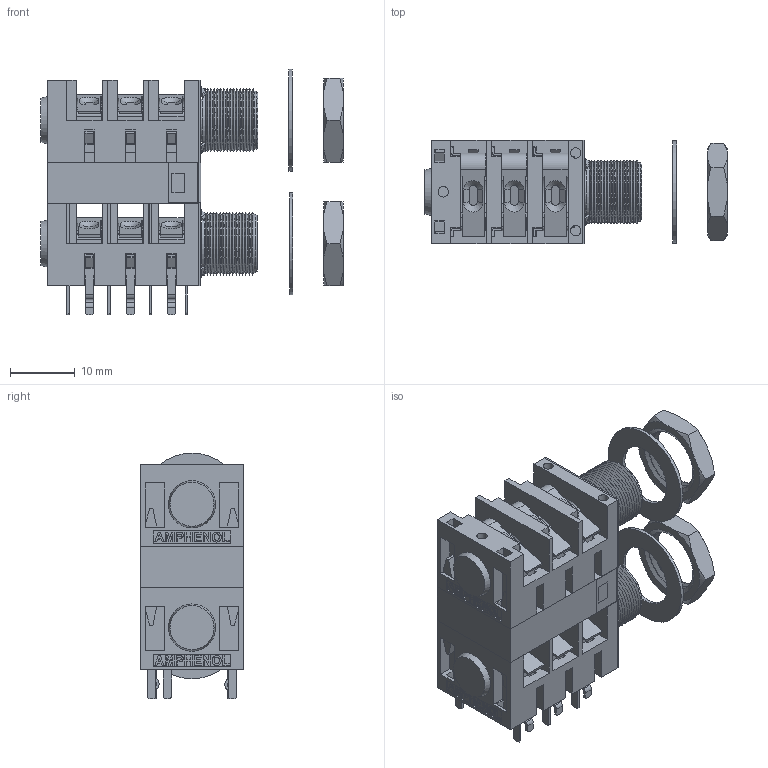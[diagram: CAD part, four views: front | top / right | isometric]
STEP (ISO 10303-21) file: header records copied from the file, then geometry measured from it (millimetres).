
FILE_DESCRIPTION((''),'2;1');
FILE_NAME('ACJS-MHDEM.stp','2015-01-12T16:49:04',('minh'),(''),'Autodesk Inventor 2012','Autodesk Inventor 2012','');
FILE_SCHEMA(('AUTOMOTIVE_DESIGN { 1 0 10303 214 1 1 1 1 }'));
Length unit declared in the file: inch
Products named in the file (1): ACJS-MHDEM_Shrinkwrap
Bounding box: 46.65 x 16 x 37.95 mm (x, y, z)
Surface area: 11237.9 mm2 (no closed solid volume)
Topology: 0 solids, 83 shells, 766 faces, 3324 edges, 2568 vertices
Faces by surface type: plane 493, cylinder 130, cone 123, bspline 20
Full cylindrical faces by diameter (mm): 1.6 x6, 6.45 x2, 6.5 x2, 9 x2, 9.6 x2, 9.75 x2, 15.8 x2
Entity records: 34104 total; most frequent: CARTESIAN_POINT 8007, DIRECTION 4924, ORIENTED_EDGE 4587, EDGE_CURVE 3222, VERTEX_POINT 2568, VECTOR 2476, LINE 2476, AXIS2_PLACEMENT_3D 1224
